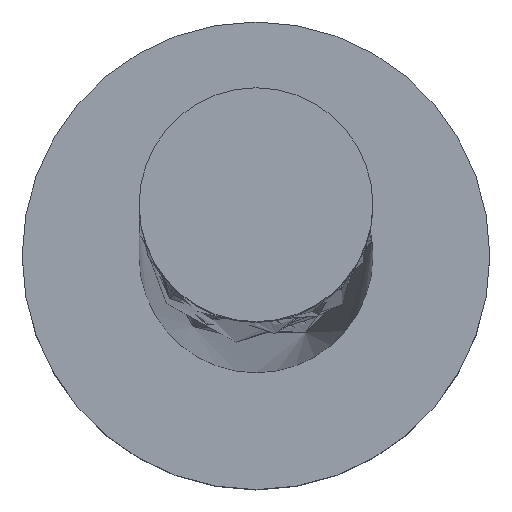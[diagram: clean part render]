
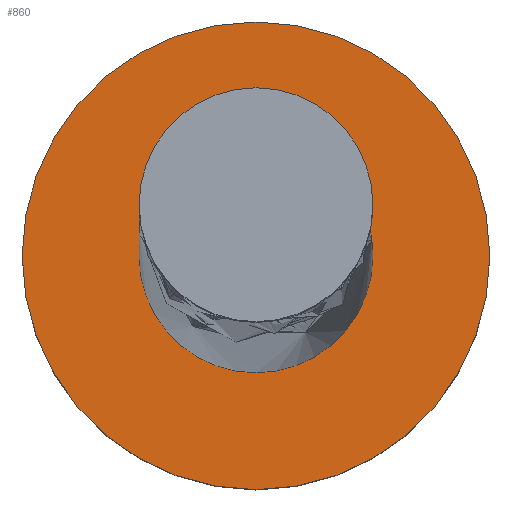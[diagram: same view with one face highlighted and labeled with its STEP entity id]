
A CAD part, top view. The second image highlights one B-rep face of the part: STEP entity #860.
In plain terms, the highlighted planar face has unit normal (0, 0, 1).
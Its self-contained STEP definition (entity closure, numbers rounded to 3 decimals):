
#27 = AXIS2_PLACEMENT_3D ( 'NONE', #206, #782, #1582 ) ;
#29 = CARTESIAN_POINT ( 'NONE',  ( 1.25, 0., 2. ) ) ;
#47 = CARTESIAN_POINT ( 'NONE',  ( -1.25, 0., 2. ) ) ;
#61 = EDGE_CURVE ( 'NONE', #513, #1472, #809, .T. ) ;
#108 = ORIENTED_EDGE ( 'NONE', *, *, #61, .F. ) ;
#122 = CIRCLE ( 'NONE', #356, 2.5 ) ;
#183 = VERTEX_POINT ( 'NONE', #1345 ) ;
#206 = CARTESIAN_POINT ( 'NONE',  ( 0., 0., 2. ) ) ;
#217 = FACE_BOUND ( 'NONE', #1782, .T. ) ;
#233 = CARTESIAN_POINT ( 'NONE',  ( 0., 0., 2. ) ) ;
#250 = DIRECTION ( 'NONE',  ( 1., 0., 0. ) ) ;
#356 = AXIS2_PLACEMENT_3D ( 'NONE', #233, #394, #250 ) ;
#394 = DIRECTION ( 'NONE',  ( 0., 0., 1. ) ) ;
#420 = DIRECTION ( 'NONE',  ( 0., 0., 1. ) ) ;
#443 = EDGE_CURVE ( 'NONE', #183, #647, #122, .T. ) ;
#474 = CARTESIAN_POINT ( 'NONE',  ( 0., 0., 2. ) ) ;
#513 = VERTEX_POINT ( 'NONE', #29 ) ;
#540 = CARTESIAN_POINT ( 'NONE',  ( 2.5, 0., 2. ) ) ;
#608 = CARTESIAN_POINT ( 'NONE',  ( 0., 0., 2. ) ) ;
#647 = VERTEX_POINT ( 'NONE', #540 ) ;
#759 = DIRECTION ( 'NONE',  ( 1., 0., 0. ) ) ;
#775 = AXIS2_PLACEMENT_3D ( 'NONE', #1678, #420, #841 ) ;
#780 = ORIENTED_EDGE ( 'NONE', *, *, #1553, .F. ) ;
#782 = DIRECTION ( 'NONE',  ( 0., 0., 1. ) ) ;
#794 = FACE_OUTER_BOUND ( 'NONE', #1454, .T. ) ;
#809 = CIRCLE ( 'NONE', #775, 1.25 ) ;
#819 = ORIENTED_EDGE ( 'NONE', *, *, #1518, .T. ) ;
#833 = CIRCLE ( 'NONE', #27, 2.5 ) ;
#841 = DIRECTION ( 'NONE',  ( 1., 0., 0. ) ) ;
#860 = ADVANCED_FACE ( 'NONE', ( #217, #794 ), #1351, .T. ) ;
#1173 = DIRECTION ( 'NONE',  ( 1., 0., 0. ) ) ;
#1183 = AXIS2_PLACEMENT_3D ( 'NONE', #608, #1585, #1173 ) ;
#1242 = ORIENTED_EDGE ( 'NONE', *, *, #443, .T. ) ;
#1277 = CIRCLE ( 'NONE', #1423, 1.25 ) ;
#1345 = CARTESIAN_POINT ( 'NONE',  ( -2.5, 0., 2. ) ) ;
#1351 = PLANE ( 'NONE',  #1183 ) ;
#1423 = AXIS2_PLACEMENT_3D ( 'NONE', #474, #1597, #759 ) ;
#1454 = EDGE_LOOP ( 'NONE', ( #1242, #819 ) ) ;
#1472 = VERTEX_POINT ( 'NONE', #47 ) ;
#1518 = EDGE_CURVE ( 'NONE', #647, #183, #833, .T. ) ;
#1553 = EDGE_CURVE ( 'NONE', #1472, #513, #1277, .T. ) ;
#1582 = DIRECTION ( 'NONE',  ( 1., 0., 0. ) ) ;
#1585 = DIRECTION ( 'NONE',  ( 0., 0., 1. ) ) ;
#1597 = DIRECTION ( 'NONE',  ( 0., 0., 1. ) ) ;
#1678 = CARTESIAN_POINT ( 'NONE',  ( 0., 0., 2. ) ) ;
#1782 = EDGE_LOOP ( 'NONE', ( #780, #108 ) ) ;
